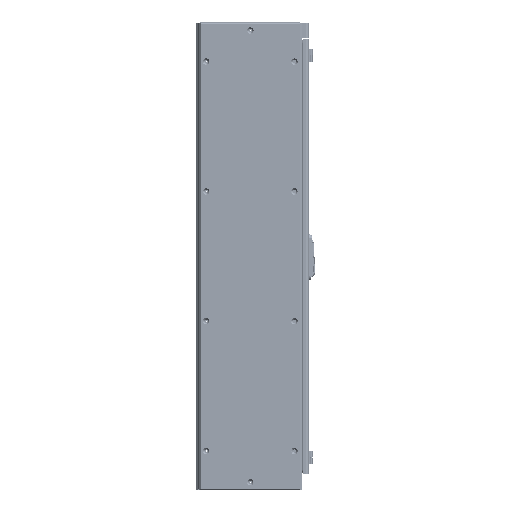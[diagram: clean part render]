
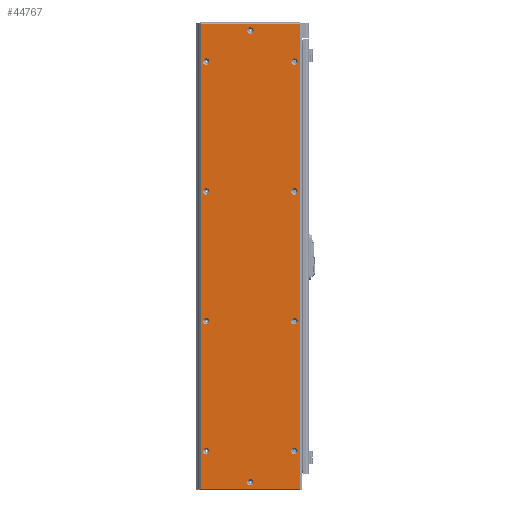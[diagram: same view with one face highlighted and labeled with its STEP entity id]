
A CAD part, left-side view. The second image highlights one B-rep face of the part: STEP entity #44767.
In plain terms, the highlighted planar face has unit normal (-1, 0, 0).
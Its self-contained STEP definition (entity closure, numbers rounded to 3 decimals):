
#26483=EDGE_CURVE('',#60241,#38813,#78910,.T.);
#33531=VERTEX_POINT('',#86745);
#35203=VERTEX_POINT('',#88658);
#37219=VERTEX_POINT('',#91065);
#38073=VERTEX_POINT('',#92079);
#38171=VERTEX_POINT('',#92187);
#38419=EDGE_CURVE('',#35203,#67867,#92464,.T.);
#38455=EDGE_CURVE('',#68033,#38073,#92512,.T.);
#38813=VERTEX_POINT('',#92916);
#39965=VERTEX_POINT('',#94206);
#41721=EDGE_CURVE('',#68243,#61539,#96225,.T.);
#44415=VERTEX_POINT('',#99409);
#44767=ADVANCED_FACE('',(#99808,#99809,#99810,#99811,#99812,#99813,#99814,#99815,#99816,#99817,#99818),#99819,.F.);
#46517=EDGE_CURVE('',#49401,#78563,#101911,.T.);
#49401=VERTEX_POINT('',#105077);
#50161=VERTEX_POINT('',#105960);
#50381=VERTEX_POINT('',#106204);
#50529=VERTEX_POINT('',#106380);
#50691=VERTEX_POINT('',#106684);
#51267=EDGE_CURVE('',#38171,#60367,#107312,.T.);
#51667=EDGE_CURVE('',#49401,#61539,#107768,.T.);
#56207=EDGE_CURVE('',#38813,#60241,#112762,.T.);
#57925=EDGE_CURVE('',#33531,#50161,#114701,.T.);
#58049=EDGE_CURVE('',#44415,#50529,#114832,.T.);
#60241=VERTEX_POINT('',#117344);
#60367=VERTEX_POINT('',#117486);
#61539=VERTEX_POINT('',#118930);
#61725=EDGE_CURVE('',#60367,#38171,#119161,.T.);
#62179=VERTEX_POINT('',#119668);
#63977=EDGE_CURVE('',#68559,#39965,#121626,.T.);
#65075=VERTEX_POINT('',#123059);
#67789=EDGE_CURVE('',#50161,#33531,#126082,.T.);
#67867=VERTEX_POINT('',#126166);
#68033=VERTEX_POINT('',#126345);
#68243=VERTEX_POINT('',#126571);
#68559=VERTEX_POINT('',#126932);
#69535=EDGE_CURVE('',#37219,#62179,#128174,.T.);
#70269=EDGE_CURVE('',#78563,#68243,#129023,.T.);
#71687=EDGE_CURVE('',#39965,#68559,#130705,.T.);
#74241=EDGE_CURVE('',#50529,#44415,#133539,.T.);
#74473=EDGE_CURVE('',#50381,#65075,#133794,.T.);
#76413=VERTEX_POINT('',#136018);
#76547=EDGE_CURVE('',#50691,#76413,#136155,.T.);
#76593=EDGE_CURVE('',#65075,#50381,#136208,.T.);
#77123=EDGE_CURVE('',#62179,#37219,#136811,.T.);
#77471=EDGE_CURVE('',#76413,#50691,#137213,.T.);
#77559=EDGE_CURVE('',#38073,#68033,#137318,.T.);
#78165=EDGE_CURVE('',#67867,#35203,#137985,.T.);
#78563=VERTEX_POINT('',#138421);
#78910=CIRCLE('',#138980,12.5);
#86745=CARTESIAN_POINT('',(-209.0,-17.5,150.0));
#88658=CARTESIAN_POINT('',(-209.0,-42.5,1650.0));
#91065=CARTESIAN_POINT('',(-209.0,-212.5,1770.0));
#92079=CARTESIAN_POINT('',(-209.0,-42.5,650.0));
#92187=CARTESIAN_POINT('',(-209.0,-42.5,1150.0));
#92464=CIRCLE('',#157102,12.5);
#92512=CIRCLE('',#157165,12.5);
#92916=CARTESIAN_POINT('',(-209.0,-382.5,1150.0));
#94206=CARTESIAN_POINT('',(-209.0,-382.5,1650.0));
#96225=LINE('',#162207,#162208);
#99409=CARTESIAN_POINT('',(-209.0,-357.5,650.0));
#99808=FACE_BOUND('',#167010,.T.);
#99809=FACE_BOUND('',#167011,.T.);
#99810=FACE_BOUND('',#167012,.T.);
#99811=FACE_BOUND('',#167013,.T.);
#99812=FACE_BOUND('',#167014,.T.);
#99813=FACE_BOUND('',#167015,.T.);
#99814=FACE_BOUND('',#167016,.T.);
#99815=FACE_BOUND('',#167017,.T.);
#99816=FACE_BOUND('',#167018,.T.);
#99817=FACE_BOUND('',#167019,.T.);
#99818=FACE_OUTER_BOUND('',#167020,.T.);
#99819=PLANE('',#167021);
#101911=LINE('',#169810,#169811);
#105077=CARTESIAN_POINT('',(-209.0,-390.95,4.0));
#105960=CARTESIAN_POINT('',(-209.0,-42.5,150.0));
#106204=CARTESIAN_POINT('',(-209.0,-357.5,150.0));
#106380=CARTESIAN_POINT('',(-209.0,-382.5,650.0));
#106684=CARTESIAN_POINT('',(-209.0,-212.5,30.0));
#107312=CIRCLE('',#176990,12.5);
#107768=LINE('',#177581,#177582);
#112762=CIRCLE('',#184301,12.5);
#114701=CIRCLE('',#186917,12.5);
#114832=CIRCLE('',#187097,12.5);
#117344=CARTESIAN_POINT('',(-209.0,-357.5,1150.0));
#117486=CARTESIAN_POINT('',(-209.0,-17.5,1150.0));
#118930=CARTESIAN_POINT('',(-209.0,-9.05,4.0));
#119161=CIRCLE('',#192758,12.5);
#119668=CARTESIAN_POINT('',(-209.0,-187.5,1770.0));
#121626=CIRCLE('',#196076,12.5);
#123059=CARTESIAN_POINT('',(-209.0,-382.5,150.0));
#126082=CIRCLE('',#201955,12.5);
#126166=CARTESIAN_POINT('',(-209.0,-17.5,1650.0));
#126345=CARTESIAN_POINT('',(-209.0,-17.5,650.0));
#126571=CARTESIAN_POINT('',(-209.0,-9.05,1796.0));
#126932=CARTESIAN_POINT('',(-209.0,-357.5,1650.0));
#128174=CIRCLE('',#204667,12.5);
#129023=LINE('',#205807,#205808);
#130705=CIRCLE('',#208052,12.5);
#133539=CIRCLE('',#211939,12.5);
#133794=CIRCLE('',#212281,12.5);
#136018=CARTESIAN_POINT('',(-209.0,-187.5,30.0));
#136155=CIRCLE('',#215458,12.5);
#136208=CIRCLE('',#215523,12.5);
#136811=CIRCLE('',#216606,12.5);
#137213=CIRCLE('',#217211,12.5);
#137318=CIRCLE('',#217344,12.5);
#137985=CIRCLE('',#218224,12.5);
#138421=CARTESIAN_POINT('',(-209.0,-390.95,1796.0));
#138980=AXIS2_PLACEMENT_3D('',#219378,#219379,#219380);
#157102=AXIS2_PLACEMENT_3D('',#235204,#235205,#235206);
#157165=AXIS2_PLACEMENT_3D('',#235293,#235294,#235295);
#162207=CARTESIAN_POINT('',(-209.0,-9.05,900.0));
#162208=VECTOR('',#239705,1.0);
#167010=EDGE_LOOP('',(#243951,#243952));
#167011=EDGE_LOOP('',(#243953,#243954));
#167012=EDGE_LOOP('',(#243955,#243956));
#167013=EDGE_LOOP('',(#243957,#243958));
#167014=EDGE_LOOP('',(#243959,#243960));
#167015=EDGE_LOOP('',(#243961,#243962));
#167016=EDGE_LOOP('',(#243963,#243964));
#167017=EDGE_LOOP('',(#243965,#243966));
#167018=EDGE_LOOP('',(#243967,#243968));
#167019=EDGE_LOOP('',(#243969,#243970));
#167020=EDGE_LOOP('',(#243971,#243972,#243973,#243974));
#167021=AXIS2_PLACEMENT_3D('',#243975,#243976,#243977);
#169810=CARTESIAN_POINT('',(-209.0,-390.95,900.0));
#169811=VECTOR('',#246479,1.0);
#176990=AXIS2_PLACEMENT_3D('',#252886,#252887,#252888);
#177581=CARTESIAN_POINT('',(-209.0,-200.0,4.0));
#177582=VECTOR('',#253450,1.0);
#184301=AXIS2_PLACEMENT_3D('',#259264,#259265,#259266);
#186917=AXIS2_PLACEMENT_3D('',#261605,#261606,#261607);
#187097=AXIS2_PLACEMENT_3D('',#261739,#261740,#261741);
#192758=AXIS2_PLACEMENT_3D('',#267090,#267091,#267092);
#196076=AXIS2_PLACEMENT_3D('',#269944,#269945,#269946);
#201955=AXIS2_PLACEMENT_3D('',#275405,#275406,#275407);
#204667=AXIS2_PLACEMENT_3D('',#277990,#277991,#277992);
#205807=CARTESIAN_POINT('',(-209.0,-200.0,1796.0));
#205808=VECTOR('',#279048,1.0);
#208052=AXIS2_PLACEMENT_3D('',#280948,#280949,#280950);
#211939=AXIS2_PLACEMENT_3D('',#284306,#284307,#284308);
#212281=AXIS2_PLACEMENT_3D('',#284620,#284621,#284622);
#215458=AXIS2_PLACEMENT_3D('',#287314,#287315,#287316);
#215523=AXIS2_PLACEMENT_3D('',#287381,#287382,#287383);
#216606=AXIS2_PLACEMENT_3D('',#288088,#288089,#288090);
#217211=AXIS2_PLACEMENT_3D('',#288608,#288609,#288610);
#217344=AXIS2_PLACEMENT_3D('',#288729,#288730,#288731);
#218224=AXIS2_PLACEMENT_3D('',#289429,#289430,#289431);
#219378=CARTESIAN_POINT('',(-209.0,-370.0,1150.0));
#219379=DIRECTION('',(1.0,0.0,0.0));
#219380=DIRECTION('',(0.0,1.0,0.0));
#235204=CARTESIAN_POINT('',(-209.0,-30.0,1650.0));
#235205=DIRECTION('',(1.0,0.0,0.0));
#235206=DIRECTION('',(0.0,1.0,0.0));
#235293=CARTESIAN_POINT('',(-209.0,-30.0,650.0));
#235294=DIRECTION('',(1.0,0.0,0.0));
#235295=DIRECTION('',(0.0,1.0,0.0));
#239705=DIRECTION('',(0.0,0.0,-1.0));
#243951=ORIENTED_EDGE('',*,*,#63977,.T.);
#243952=ORIENTED_EDGE('',*,*,#71687,.T.);
#243953=ORIENTED_EDGE('',*,*,#26483,.T.);
#243954=ORIENTED_EDGE('',*,*,#56207,.T.);
#243955=ORIENTED_EDGE('',*,*,#58049,.T.);
#243956=ORIENTED_EDGE('',*,*,#74241,.T.);
#243957=ORIENTED_EDGE('',*,*,#74473,.T.);
#243958=ORIENTED_EDGE('',*,*,#76593,.T.);
#243959=ORIENTED_EDGE('',*,*,#78165,.T.);
#243960=ORIENTED_EDGE('',*,*,#38419,.T.);
#243961=ORIENTED_EDGE('',*,*,#61725,.T.);
#243962=ORIENTED_EDGE('',*,*,#51267,.T.);
#243963=ORIENTED_EDGE('',*,*,#38455,.T.);
#243964=ORIENTED_EDGE('',*,*,#77559,.T.);
#243965=ORIENTED_EDGE('',*,*,#57925,.T.);
#243966=ORIENTED_EDGE('',*,*,#67789,.T.);
#243967=ORIENTED_EDGE('',*,*,#77471,.T.);
#243968=ORIENTED_EDGE('',*,*,#76547,.T.);
#243969=ORIENTED_EDGE('',*,*,#77123,.T.);
#243970=ORIENTED_EDGE('',*,*,#69535,.T.);
#243971=ORIENTED_EDGE('',*,*,#51667,.F.);
#243972=ORIENTED_EDGE('',*,*,#46517,.T.);
#243973=ORIENTED_EDGE('',*,*,#70269,.T.);
#243974=ORIENTED_EDGE('',*,*,#41721,.T.);
#243975=CARTESIAN_POINT('',(-209.0,-200.0,900.0));
#243976=DIRECTION('',(1.0,0.0,-0.0));
#243977=DIRECTION('',(0.0,0.0,1.0));
#246479=DIRECTION('',(-0.0,0.0,1.0));
#252886=CARTESIAN_POINT('',(-209.0,-30.0,1150.0));
#252887=DIRECTION('',(1.0,0.0,0.0));
#252888=DIRECTION('',(0.0,1.0,0.0));
#253450=DIRECTION('',(-0.0,1.0,0.0));
#259264=CARTESIAN_POINT('',(-209.0,-370.0,1150.0));
#259265=DIRECTION('',(1.0,0.0,0.0));
#259266=DIRECTION('',(0.0,1.0,0.0));
#261605=CARTESIAN_POINT('',(-209.0,-30.0,150.0));
#261606=DIRECTION('',(1.0,0.0,0.0));
#261607=DIRECTION('',(0.0,1.0,0.0));
#261739=CARTESIAN_POINT('',(-209.0,-370.0,650.0));
#261740=DIRECTION('',(1.0,0.0,0.0));
#261741=DIRECTION('',(0.0,1.0,0.0));
#267090=CARTESIAN_POINT('',(-209.0,-30.0,1150.0));
#267091=DIRECTION('',(1.0,0.0,0.0));
#267092=DIRECTION('',(0.0,1.0,0.0));
#269944=CARTESIAN_POINT('',(-209.0,-370.0,1650.0));
#269945=DIRECTION('',(1.0,0.0,0.0));
#269946=DIRECTION('',(0.0,1.0,0.0));
#275405=CARTESIAN_POINT('',(-209.0,-30.0,150.0));
#275406=DIRECTION('',(1.0,0.0,0.0));
#275407=DIRECTION('',(0.0,1.0,0.0));
#277990=CARTESIAN_POINT('',(-209.0,-200.0,1770.0));
#277991=DIRECTION('',(1.0,0.0,0.0));
#277992=DIRECTION('',(0.0,1.0,0.0));
#279048=DIRECTION('',(-0.0,1.0,0.0));
#280948=CARTESIAN_POINT('',(-209.0,-370.0,1650.0));
#280949=DIRECTION('',(1.0,0.0,0.0));
#280950=DIRECTION('',(0.0,1.0,0.0));
#284306=CARTESIAN_POINT('',(-209.0,-370.0,650.0));
#284307=DIRECTION('',(1.0,0.0,0.0));
#284308=DIRECTION('',(0.0,1.0,0.0));
#284620=CARTESIAN_POINT('',(-209.0,-370.0,150.0));
#284621=DIRECTION('',(1.0,0.0,0.0));
#284622=DIRECTION('',(0.0,1.0,0.0));
#287314=CARTESIAN_POINT('',(-209.0,-200.0,30.0));
#287315=DIRECTION('',(1.0,0.0,0.0));
#287316=DIRECTION('',(0.0,1.0,0.0));
#287381=CARTESIAN_POINT('',(-209.0,-370.0,150.0));
#287382=DIRECTION('',(1.0,0.0,0.0));
#287383=DIRECTION('',(0.0,1.0,0.0));
#288088=CARTESIAN_POINT('',(-209.0,-200.0,1770.0));
#288089=DIRECTION('',(1.0,0.0,0.0));
#288090=DIRECTION('',(0.0,1.0,0.0));
#288608=CARTESIAN_POINT('',(-209.0,-200.0,30.0));
#288609=DIRECTION('',(1.0,0.0,0.0));
#288610=DIRECTION('',(0.0,1.0,0.0));
#288729=CARTESIAN_POINT('',(-209.0,-30.0,650.0));
#288730=DIRECTION('',(1.0,0.0,0.0));
#288731=DIRECTION('',(0.0,1.0,0.0));
#289429=CARTESIAN_POINT('',(-209.0,-30.0,1650.0));
#289430=DIRECTION('',(1.0,0.0,0.0));
#289431=DIRECTION('',(0.0,1.0,0.0));
